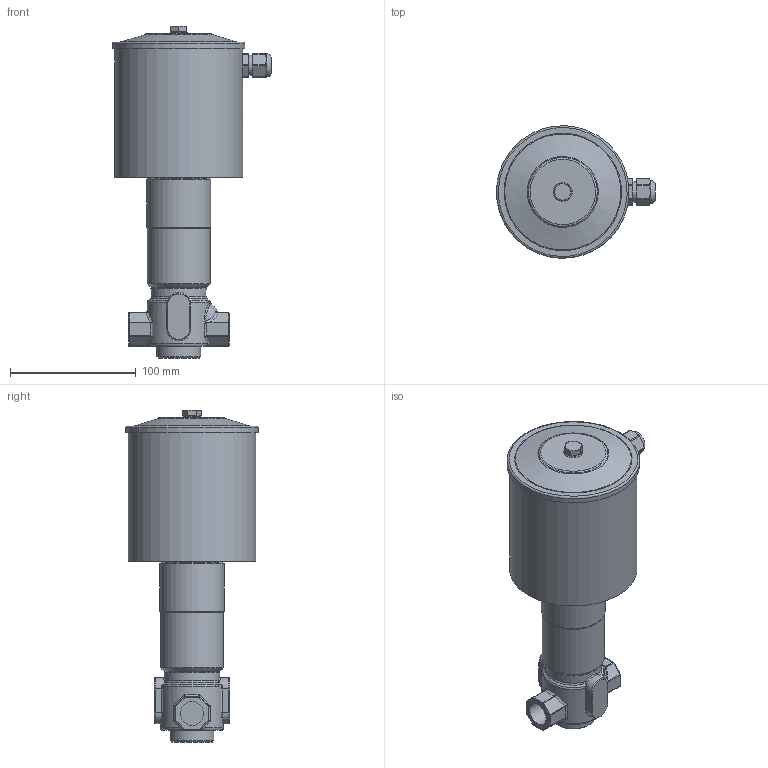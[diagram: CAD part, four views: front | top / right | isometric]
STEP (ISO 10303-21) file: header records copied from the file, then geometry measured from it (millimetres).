
FILE_DESCRIPTION((''),'2;1');
FILE_NAME('AttTemp.stp','2013-02-01T10:12:48',('kb'),(''),'Autodesk Inventor 2012','Autodesk Inventor 2012','');
FILE_SCHEMA(('AUTOMOTIVE_DESIGN { 1 0 10303 214 1 1 1 1 }'));
Length unit declared in the file: millimetre
Products named in the file (2): 112.010.044 (Ersatzdetailgenauigkeit1); 112.010
Assembly tree (1 placements, depth 2):
  112.010.044 (Ersatzdetailgenauigkeit1)
    112.010
Bounding box: 126.52 x 105.44 x 264.3 mm (x, y, z)
Volume: 1198912.4 mm3; surface area: 83244.1 mm2
Topology: 1 solids, 2 shells, 260 faces, 593 edges, 344 vertices
Faces by surface type: cylinder 80, bspline 70, plane 65, torus 25, cone 19, sphere 1
Full cylindrical faces by diameter (mm): 11.63 x1, 16 x1, 18.631 x2, 35 x1, 43 x1, 44.2 x1, 50 x1, 51 x1, 101.6 x1, 105.6 x1
Entity records: 9130 total; most frequent: CARTESIAN_POINT 3513, ORIENTED_EDGE 1116, DIRECTION 1044, EDGE_CURVE 558, AXIS2_PLACEMENT_3D 439, VERTEX_POINT 340, EDGE_LOOP 300, FACE_OUTER_BOUND 260
